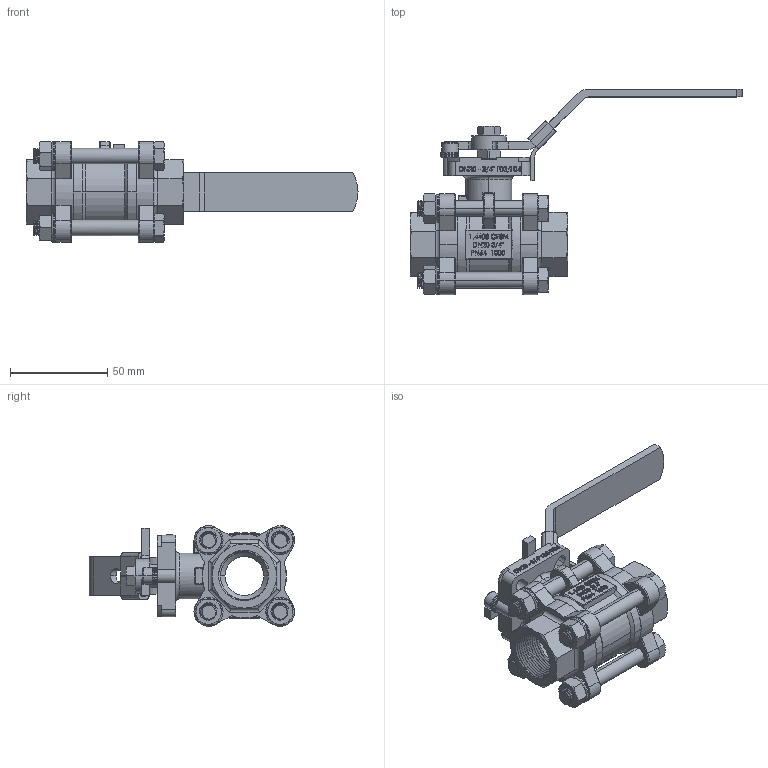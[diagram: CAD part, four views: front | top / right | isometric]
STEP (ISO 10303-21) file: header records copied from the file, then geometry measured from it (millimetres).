
FILE_DESCRIPTION (( 'STEP AP203' ), '1' );
FILE_NAME ('四分之三.STEP', '2018-01-10T07:08:49', ( '' ), ( '' ), 'SwSTEP 2.0', 'SolidWorks 2014', '' );
FILE_SCHEMA (( 'CONFIG_CONTROL_DESIGN' ));
Length unit declared in the file: millimetre
Products named in the file (23): T-34A07C0; G-10C2640; M-25A2140; G-34A2740; T-35D05C1; 四分之三; G-34A1150; T-35D06C1; G-25A3060; T-34D07C0; C-34D016-S00; G-B1DA340; G-16D1840; D-34D52X0; G-B3CA440; T-52C08G0; E-34D0461; G-10A2640; T-34A08T0; F-25D0361; M-25A2140(掛鎖); G-34A2540; G-10C1940
Assembly tree (44 placements, depth 2):
  四分之三
    C-34D016-S00
    D-34D52X0  x2
    E-34D0461
    F-25D0361
    G-10C1940  x4
    G-10C2640  x4
    T-35D05C1  x2
    T-35D06C1  x2
    T-34D07C0
    G-16D1840  x4
    T-52C08G0
    T-34A08T0  x4
    G-34A2540  x6
    T-34A07C0
    G-34A2740
    G-34A1150  x2
    G-25A3060
    G-B1DA340
    G-B3CA440
    G-10A2640  x2
    M-25A2140(掛鎖)
    M-25A2140
Bounding box: 170.5 x 105.59 x 51.78 mm (x, y, z)
Volume: 123018.5 mm3; surface area: 82934.8 mm2
Topology: 44 solids, 44 shells, 1858 faces, 4680 edges, 2932 vertices
Faces by surface type: cylinder 659, plane 630, bspline 258, cone 167, sphere 77, torus 67
Entity records: 65851 total; most frequent: CARTESIAN_POINT 33868, ORIENTED_EDGE 6586, DIRECTION 5128, EDGE_CURVE 3293, VERTEX_POINT 2125, AXIS2_PLACEMENT_3D 1727, VECTOR 1674, LINE 1674
